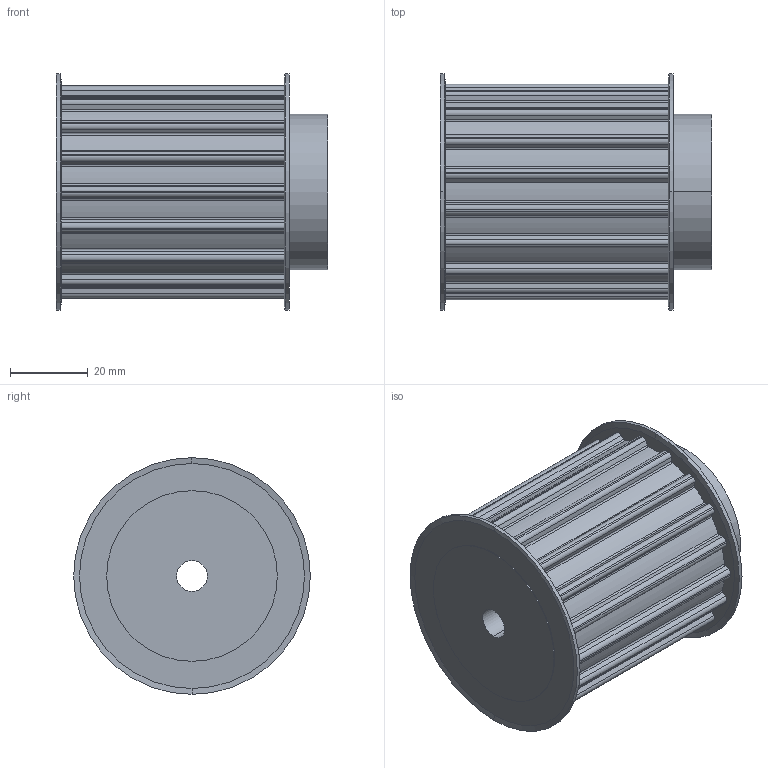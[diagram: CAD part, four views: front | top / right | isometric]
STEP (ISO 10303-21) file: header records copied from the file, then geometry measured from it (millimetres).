
FILE_DESCRIPTION(('STEP AP214'),'1');
FILE_NAME('cctmp_438B5BE2-E11B-4293-8444-E630B2315500_2021_1_7_12_40_25_931..stp','2021-01-07T11:40:26',('Mulco-Europe EWIV'),('CADClick - www.CADClick.com'),'Spatial InterOp 3D',' ','unknown authorization');
FILE_SCHEMA(('AUTOMOTIVE_DESIGN'));
Length unit declared in the file: millimetre
Products named in the file (1): 2021_01_07__12-40-25-915
Bounding box: 70 x 61 x 61 mm (x, y, z)
Volume: 138923.9 mm3; surface area: 23035 mm2
Topology: 1 solids, 1 shells, 171 faces, 484 edges, 320 vertices
Faces by surface type: cylinder 120, plane 43, cone 8
Entity records: 7058 total; most frequent: DIRECTION 1076, CARTESIAN_POINT 976, ORIENTED_EDGE 968, EDGE_CURVE 484, AXIS2_PLACEMENT_3D 420, VERTEX_POINT 320, CIRCLE 248, LINE 236
